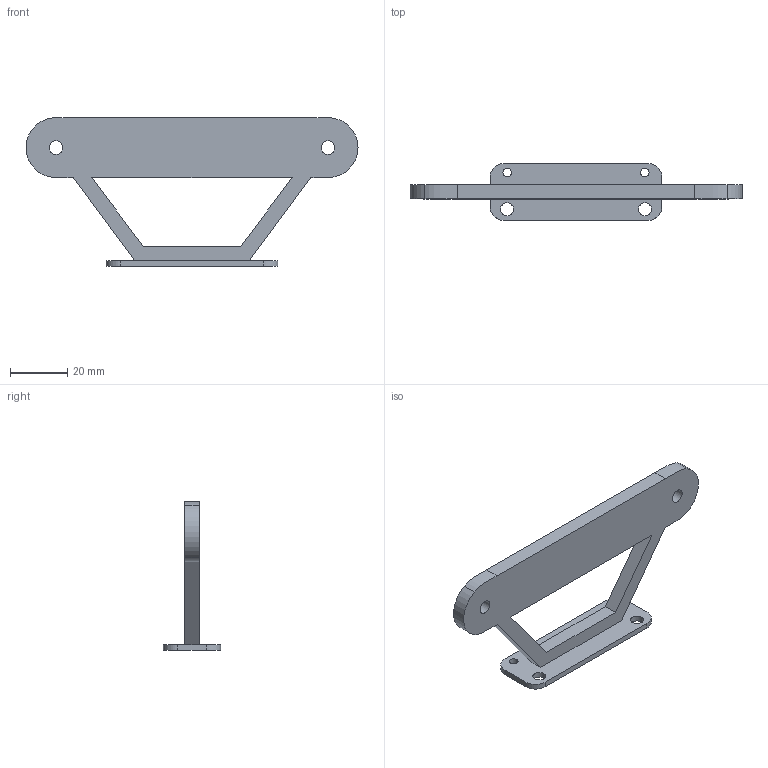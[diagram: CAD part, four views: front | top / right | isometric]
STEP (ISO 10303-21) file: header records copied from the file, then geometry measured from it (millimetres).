
FILE_DESCRIPTION(/* description */ (''),/* implementation_level */ '2;1');
FILE_NAME(/* name */ 'Intel_RealSense_Stand_2_half_cm(v3).step',/* time_stamp */ '2025-08-31T17:41:52+07:00',/* author */ (''),/* organization */ (''),/* preprocessor_version */ 'ST-DEVELOPER v20.1',/* originating_system */ 'Autodesk Translation Framework v14.10.0.0',/* authorisation */ '');
FILE_SCHEMA (('AUTOMOTIVE_DESIGN { 1 0 10303 214 3 1 1 }'));
Length unit declared in the file: centimetre
Products named in the file (2): Realsense Stand 2 cm(v2); Realsense Stand v2
Assembly tree (1 placements, depth 2):
  Realsense Stand 2 cm(v2)
    Realsense Stand v2
Bounding box: 115.94 x 20 x 51.98 mm (x, y, z)
Volume: 16437.1 mm3; surface area: 10328.5 mm2
Topology: 1 solids, 1 shells, 31 faces, 84 edges, 56 vertices
Faces by surface type: plane 15, cylinder 12, bspline 4
Full cylindrical faces by diameter (mm): 3 x2, 4.5 x2, 4.809 x2
Entity records: 1165 total; most frequent: CARTESIAN_POINT 304, ORIENTED_EDGE 168, DIRECTION 160, EDGE_CURVE 84, VERTEX_POINT 56, AXIS2_PLACEMENT_3D 54, LINE 52, VECTOR 52
